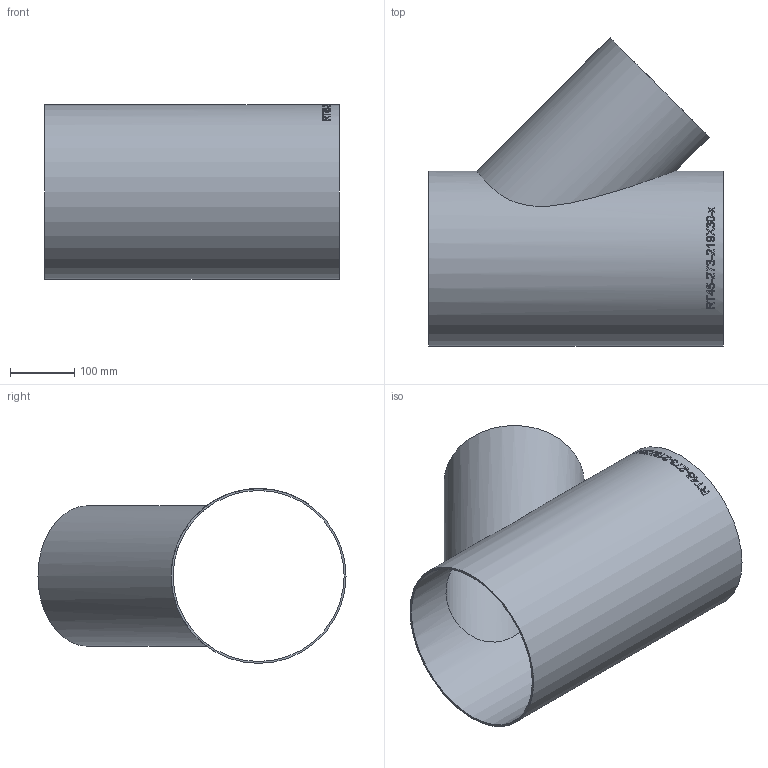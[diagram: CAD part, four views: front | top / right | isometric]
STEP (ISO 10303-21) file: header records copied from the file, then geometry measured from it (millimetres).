
FILE_DESCRIPTION (( 'STEP AP214' ), '1' );
FILE_NAME ('RT45-273-219X30-x T-Stück 45°reduziert Ø273,0 L460 1911.STEP', '2019-11-20T14:15:29', ( '' ), ( '' ), 'SwSTEP 2.0', 'SolidWorks 2016', '' );
FILE_SCHEMA (( 'AUTOMOTIVE_DESIGN' ));
Length unit declared in the file: millimetre
Products named in the file (1): RT45-273-219X30-x T-Stück 45°reduziert Ø273,0 L460  1911
Bounding box: 460 x 480.96 x 273 mm (x, y, z)
Volume: 1453208.6 mm3; surface area: 974405.8 mm2
Topology: 1 solids, 1 shells, 227 faces, 613 edges, 409 vertices
Faces by surface type: bspline 131, plane 71, cylinder 25
Full cylindrical faces by diameter (mm): 213.1 x1, 219.1 x1, 267 x1, 273 x1
Entity records: 36454 total; most frequent: CARTESIAN_POINT 29487, ORIENTED_EDGE 1210, EDGE_CURVE 605, DIRECTION 472, B_SPLINE_CURVE_WITH_KNOTS 415, VERTEX_POINT 406, EDGE_LOOP 257, FACE_OUTER_BOUND 231
